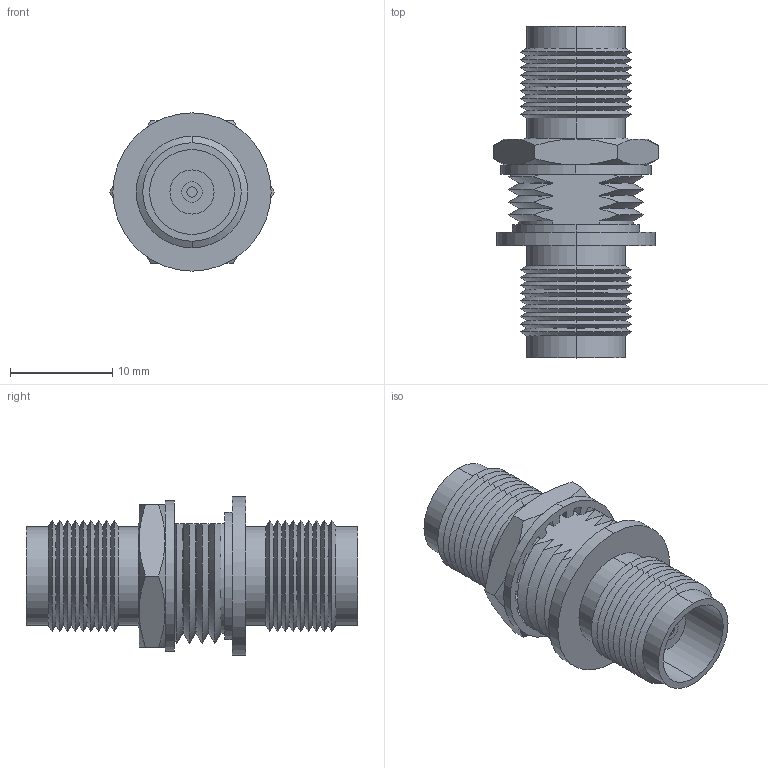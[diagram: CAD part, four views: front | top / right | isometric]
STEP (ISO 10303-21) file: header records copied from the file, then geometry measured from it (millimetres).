
FILE_DESCRIPTION (( 'STEP AP214' ), '1' );
FILE_NAME ('FMAD10067_3D.step', '2025-02-24T20:24:20', ( '' ), ( '' ), 'SwSTEP 2.0', 'SolidWorks 2022', '' );
FILE_SCHEMA (( 'AUTOMOTIVE_DESIGN' ));
Length unit declared in the file: inch
Products named in the file (4): Copy of 3AA02-008^FMAD10067; FMAD10067_3D; Copy of BA2301-MA1^FMAD10067; Copy of 3AA03-005^FMAD10067
Assembly tree (3 placements, depth 2):
  FMAD10067_3D
    Copy of BA2301-MA1^FMAD10067
    Copy of 3AA03-005^FMAD10067
    Copy of 3AA02-008^FMAD10067
Bounding box: 16.13 x 32.5 x 15.49 mm (x, y, z)
Volume: 2428.4 mm3; surface area: 3224 mm2
Topology: 3 solids, 3 shells, 288 faces, 683 edges, 413 vertices
Faces by surface type: cylinder 119, cone 104, plane 65
Entity records: 8872 total; most frequent: CARTESIAN_POINT 1604, DIRECTION 1521, ORIENTED_EDGE 1366, EDGE_CURVE 683, AXIS2_PLACEMENT_3D 594, VERTEX_POINT 413, VECTOR 333, LINE 333
